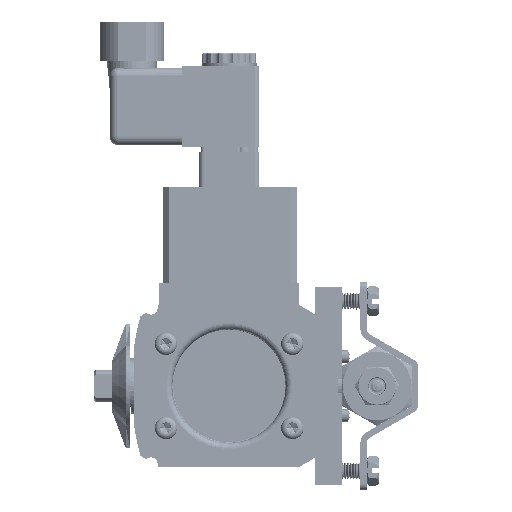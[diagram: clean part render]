
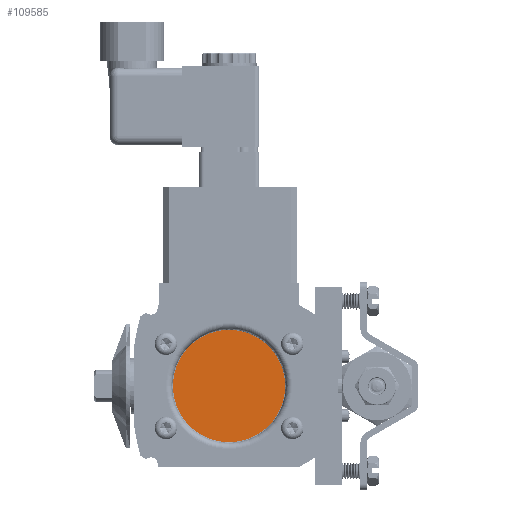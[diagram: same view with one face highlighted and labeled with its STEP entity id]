
A CAD part, left-side view. The second image highlights one B-rep face of the part: STEP entity #109585.
In plain terms, the highlighted planar face has unit normal (-1, 0, 0).
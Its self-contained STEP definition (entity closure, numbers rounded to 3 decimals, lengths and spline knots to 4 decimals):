
#9513 = ORIENTED_EDGE ( 'NONE', *, *, #21919, .T. ) ;
#21919 = EDGE_CURVE ( 'NONE', #47555, #37427, #130695, .T. ) ;
#22608 = CARTESIAN_POINT ( 'NONE',  ( -1.4975, 2.136, 0.8105 ) ) ;
#25018 = CARTESIAN_POINT ( 'NONE',  ( -1.4975, 2.136, 0. ) ) ;
#27975 = DIRECTION ( 'NONE',  ( -1., 0., 0. ) ) ;
#36101 = AXIS2_PLACEMENT_3D ( 'NONE', #168444, #80447, #183236 ) ;
#37427 = VERTEX_POINT ( 'NONE', #159695 ) ;
#44287 = ORIENTED_EDGE ( 'NONE', *, *, #165513, .T. ) ;
#47555 = VERTEX_POINT ( 'NONE', #22608 ) ;
#56855 = DIRECTION ( 'NONE',  ( -1., 0., 0. ) ) ;
#80447 = DIRECTION ( 'NONE',  ( -1., 0., 0. ) ) ;
#109585 = ADVANCED_FACE ( 'NONE', ( #129380 ), #112953, .T. ) ;
#112953 = PLANE ( 'NONE',  #187601 ) ;
#115903 = CARTESIAN_POINT ( 'NONE',  ( -1.4975, 2.136, 0. ) ) ;
#129380 = FACE_OUTER_BOUND ( 'NONE', #187581, .T. ) ;
#130695 = CIRCLE ( 'NONE', #175677, 0.8105 ) ;
#130708 = DIRECTION ( 'NONE',  ( 0., 0., 1. ) ) ;
#142486 = DIRECTION ( 'NONE',  ( 0., 0., 1. ) ) ;
#153714 = CIRCLE ( 'NONE', #36101, 0.8105 ) ;
#159695 = CARTESIAN_POINT ( 'NONE',  ( -1.4975, 2.136, -0.8105 ) ) ;
#165513 = EDGE_CURVE ( 'NONE', #37427, #47555, #153714, .T. ) ;
#168444 = CARTESIAN_POINT ( 'NONE',  ( -1.4975, 2.136, 0. ) ) ;
#175677 = AXIS2_PLACEMENT_3D ( 'NONE', #115903, #27975, #130708 ) ;
#183236 = DIRECTION ( 'NONE',  ( 0., 0., 1. ) ) ;
#187581 = EDGE_LOOP ( 'NONE', ( #44287, #9513 ) ) ;
#187601 = AXIS2_PLACEMENT_3D ( 'NONE', #25018, #56855, #142486 ) ;
